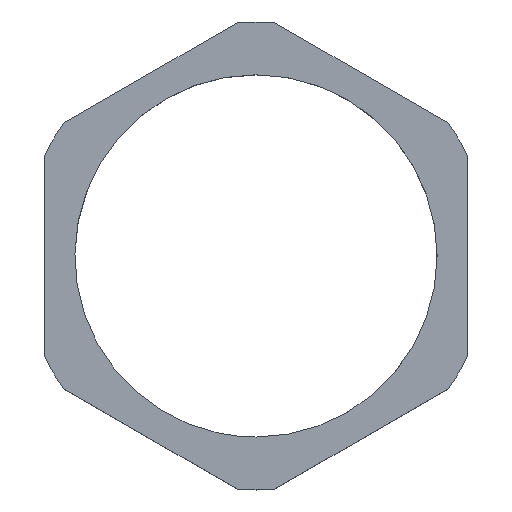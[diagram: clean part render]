
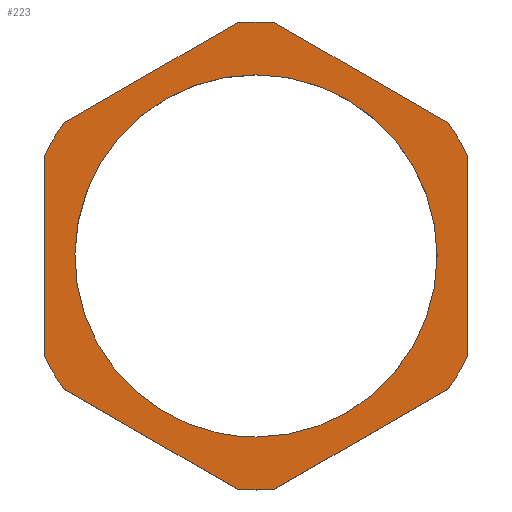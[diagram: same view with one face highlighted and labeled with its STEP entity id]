
A CAD part, top view. The second image highlights one B-rep face of the part: STEP entity #223.
In plain terms, the highlighted planar face has unit normal (0, 0, 1).
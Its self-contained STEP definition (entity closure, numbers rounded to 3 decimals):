
#98=AXIS2_PLACEMENT_3D('Plane Axis2P3D',#95,#96,#97) ;
#102=AXIS2_PLACEMENT_3D('Circle Axis2P3D',#100,#101,$) ;
#111=AXIS2_PLACEMENT_3D('Circle Axis2P3D',#109,#110,$) ;
#125=AXIS2_PLACEMENT_3D('Circle Axis2P3D',#123,#124,$) ;
#139=AXIS2_PLACEMENT_3D('Circle Axis2P3D',#137,#138,$) ;
#153=AXIS2_PLACEMENT_3D('Circle Axis2P3D',#151,#152,$) ;
#160=AXIS2_PLACEMENT_3D('Circle Axis2P3D',#158,#159,$) ;
#174=AXIS2_PLACEMENT_3D('Circle Axis2P3D',#172,#173,$) ;
#188=AXIS2_PLACEMENT_3D('Circle Axis2P3D',#186,#187,$) ;
#216=AXIS2_PLACEMENT_3D('Circle Axis2P3D',#214,#215,$) ;
#37=CARTESIAN_POINT('Control Point',(7.,13.75,2.675)) ;
#38=CARTESIAN_POINT('Control Point',(6.058,13.75,2.675)) ;
#39=CARTESIAN_POINT('Control Point',(5.115,13.565,2.675)) ;
#40=CARTESIAN_POINT('Control Point',(4.221,13.195,2.675)) ;
#41=CARTESIAN_POINT('Control Point',(2.627,12.123,2.675)) ;
#42=CARTESIAN_POINT('Control Point',(1.555,10.529,2.675)) ;
#43=CARTESIAN_POINT('Control Point',(1.185,9.635,2.675)) ;
#44=CARTESIAN_POINT('Control Point',(0.815,7.75,2.675)) ;
#45=CARTESIAN_POINT('Control Point',(1.185,5.865,2.675)) ;
#46=CARTESIAN_POINT('Control Point',(1.555,4.971,2.675)) ;
#47=CARTESIAN_POINT('Control Point',(2.627,3.377,2.675)) ;
#48=CARTESIAN_POINT('Control Point',(4.221,2.305,2.675)) ;
#49=CARTESIAN_POINT('Control Point',(5.115,1.935,2.675)) ;
#50=CARTESIAN_POINT('Control Point',(6.058,1.75,2.675)) ;
#51=CARTESIAN_POINT('Control Point',(7.,1.75,2.675)) ;
#52=CARTESIAN_POINT('Vertex',(7.,13.75,2.675)) ;
#54=CARTESIAN_POINT('Vertex',(7.,1.75,2.675)) ;
#95=CARTESIAN_POINT('Axis2P3D Location',(7.,7.75,2.675)) ;
#100=CARTESIAN_POINT('Axis2P3D Location',(7.,7.75,2.675)) ;
#104=CARTESIAN_POINT('Vertex',(7.62,15.475,2.675)) ;
#106=CARTESIAN_POINT('Vertex',(7.,15.5,2.675)) ;
#109=CARTESIAN_POINT('Axis2P3D Location',(7.,7.75,2.675)) ;
#113=CARTESIAN_POINT('Vertex',(6.38,15.475,2.675)) ;
#116=CARTESIAN_POINT('Line Origine',(3.5,13.812,2.675)) ;
#120=CARTESIAN_POINT('Vertex',(0.62,12.149,2.675)) ;
#123=CARTESIAN_POINT('Axis2P3D Location',(7.,7.75,2.675)) ;
#127=CARTESIAN_POINT('Vertex',(0.,11.076,2.675)) ;
#130=CARTESIAN_POINT('Line Origine',(0.,7.75,2.675)) ;
#134=CARTESIAN_POINT('Vertex',(0.,4.424,2.675)) ;
#137=CARTESIAN_POINT('Axis2P3D Location',(7.,7.75,2.675)) ;
#141=CARTESIAN_POINT('Vertex',(0.62,3.351,2.675)) ;
#144=CARTESIAN_POINT('Line Origine',(3.5,1.688,2.675)) ;
#148=CARTESIAN_POINT('Vertex',(6.38,0.025,2.675)) ;
#151=CARTESIAN_POINT('Axis2P3D Location',(7.,7.75,2.675)) ;
#155=CARTESIAN_POINT('Vertex',(7.,0.,2.675)) ;
#158=CARTESIAN_POINT('Axis2P3D Location',(7.,7.75,2.675)) ;
#162=CARTESIAN_POINT('Vertex',(7.62,0.025,2.675)) ;
#165=CARTESIAN_POINT('Line Origine',(10.5,1.688,2.675)) ;
#169=CARTESIAN_POINT('Vertex',(13.38,3.351,2.675)) ;
#172=CARTESIAN_POINT('Axis2P3D Location',(7.,7.75,2.675)) ;
#176=CARTESIAN_POINT('Vertex',(14.,4.424,2.675)) ;
#179=CARTESIAN_POINT('Line Origine',(14.,7.75,2.675)) ;
#183=CARTESIAN_POINT('Vertex',(14.,11.076,2.675)) ;
#186=CARTESIAN_POINT('Axis2P3D Location',(7.,7.75,2.675)) ;
#190=CARTESIAN_POINT('Vertex',(13.38,12.149,2.675)) ;
#193=CARTESIAN_POINT('Line Origine',(10.5,13.812,2.675)) ;
#214=CARTESIAN_POINT('Axis2P3D Location',(7.,7.75,2.675)) ;
#96=DIRECTION('Axis2P3D Direction',(0.,-0.,1.)) ;
#97=DIRECTION('Axis2P3D XDirection',(0.,1.,0.)) ;
#101=DIRECTION('Axis2P3D Direction',(0.,-0.,1.)) ;
#110=DIRECTION('Axis2P3D Direction',(0.,-0.,1.)) ;
#117=DIRECTION('Vector Direction',(-0.866,-0.5,0.)) ;
#124=DIRECTION('Axis2P3D Direction',(0.,-0.,1.)) ;
#131=DIRECTION('Vector Direction',(0.,-1.,0.)) ;
#138=DIRECTION('Axis2P3D Direction',(0.,-0.,1.)) ;
#145=DIRECTION('Vector Direction',(0.866,-0.5,0.)) ;
#152=DIRECTION('Axis2P3D Direction',(0.,-0.,1.)) ;
#159=DIRECTION('Axis2P3D Direction',(0.,-0.,1.)) ;
#166=DIRECTION('Vector Direction',(-0.866,-0.5,0.)) ;
#173=DIRECTION('Axis2P3D Direction',(0.,-0.,1.)) ;
#180=DIRECTION('Vector Direction',(0.,1.,0.)) ;
#187=DIRECTION('Axis2P3D Direction',(0.,-0.,1.)) ;
#194=DIRECTION('Vector Direction',(0.866,-0.5,0.)) ;
#215=DIRECTION('Axis2P3D Direction',(0.,-0.,1.)) ;
#118=VECTOR('Line Direction',#117,1.) ;
#132=VECTOR('Line Direction',#131,1.) ;
#146=VECTOR('Line Direction',#145,1.) ;
#167=VECTOR('Line Direction',#166,1.) ;
#181=VECTOR('Line Direction',#180,1.) ;
#195=VECTOR('Line Direction',#194,1.) ;
#199=ORIENTED_EDGE('',*,*,#108,.T.) ;
#200=ORIENTED_EDGE('',*,*,#115,.T.) ;
#201=ORIENTED_EDGE('',*,*,#122,.T.) ;
#202=ORIENTED_EDGE('',*,*,#129,.T.) ;
#203=ORIENTED_EDGE('',*,*,#136,.T.) ;
#204=ORIENTED_EDGE('',*,*,#143,.T.) ;
#205=ORIENTED_EDGE('',*,*,#150,.T.) ;
#206=ORIENTED_EDGE('',*,*,#157,.T.) ;
#207=ORIENTED_EDGE('',*,*,#164,.T.) ;
#208=ORIENTED_EDGE('',*,*,#171,.T.) ;
#209=ORIENTED_EDGE('',*,*,#178,.T.) ;
#210=ORIENTED_EDGE('',*,*,#185,.T.) ;
#211=ORIENTED_EDGE('',*,*,#192,.T.) ;
#212=ORIENTED_EDGE('',*,*,#197,.T.) ;
#220=ORIENTED_EDGE('',*,*,#218,.F.) ;
#221=ORIENTED_EDGE('',*,*,#56,.F.) ;
#222=FACE_BOUND('',#219,.T.) ;
#223=ADVANCED_FACE('Schnitt-Rotation1',(#213,#222),#99,.T.) ;
#36=B_SPLINE_CURVE_WITH_KNOTS('',5,(#37,#38,#39,#40,#41,#42,#43,#44,#45,#46,#47,#48,#49,#50,#51),.UNSPECIFIED.,.F.,.U.,(6,3,3,3,6),(-9.425,-4.712,0.,4.712,9.425),.UNSPECIFIED.) ;
#103=CIRCLE('generated circle',#102,7.75) ;
#112=CIRCLE('generated circle',#111,7.75) ;
#126=CIRCLE('generated circle',#125,7.75) ;
#140=CIRCLE('generated circle',#139,7.75) ;
#154=CIRCLE('generated circle',#153,7.75) ;
#161=CIRCLE('generated circle',#160,7.75) ;
#175=CIRCLE('generated circle',#174,7.75) ;
#189=CIRCLE('generated circle',#188,7.75) ;
#217=CIRCLE('generated circle',#216,6.) ;
#56=EDGE_CURVE('',#53,#55,#36,.T.) ;
#108=EDGE_CURVE('',#105,#107,#103,.T.) ;
#115=EDGE_CURVE('',#107,#114,#112,.T.) ;
#122=EDGE_CURVE('',#114,#121,#119,.T.) ;
#129=EDGE_CURVE('',#121,#128,#126,.T.) ;
#136=EDGE_CURVE('',#128,#135,#133,.T.) ;
#143=EDGE_CURVE('',#135,#142,#140,.T.) ;
#150=EDGE_CURVE('',#142,#149,#147,.T.) ;
#157=EDGE_CURVE('',#149,#156,#154,.T.) ;
#164=EDGE_CURVE('',#156,#163,#161,.T.) ;
#171=EDGE_CURVE('',#163,#170,#168,.F.) ;
#178=EDGE_CURVE('',#170,#177,#175,.T.) ;
#185=EDGE_CURVE('',#177,#184,#182,.T.) ;
#192=EDGE_CURVE('',#184,#191,#189,.T.) ;
#197=EDGE_CURVE('',#191,#105,#196,.F.) ;
#218=EDGE_CURVE('',#55,#53,#217,.T.) ;
#198=EDGE_LOOP('',(#199,#200,#201,#202,#203,#204,#205,#206,#207,#208,#209,#210,#211,#212)) ;
#219=EDGE_LOOP('',(#220,#221)) ;
#213=FACE_OUTER_BOUND('',#198,.T.) ;
#119=LINE('Line',#116,#118) ;
#133=LINE('Line',#130,#132) ;
#147=LINE('Line',#144,#146) ;
#168=LINE('Line',#165,#167) ;
#182=LINE('Line',#179,#181) ;
#196=LINE('Line',#193,#195) ;
#99=PLANE('',#98) ;
#53=VERTEX_POINT('',#52) ;
#55=VERTEX_POINT('',#54) ;
#105=VERTEX_POINT('',#104) ;
#107=VERTEX_POINT('',#106) ;
#114=VERTEX_POINT('',#113) ;
#121=VERTEX_POINT('',#120) ;
#128=VERTEX_POINT('',#127) ;
#135=VERTEX_POINT('',#134) ;
#142=VERTEX_POINT('',#141) ;
#149=VERTEX_POINT('',#148) ;
#156=VERTEX_POINT('',#155) ;
#163=VERTEX_POINT('',#162) ;
#170=VERTEX_POINT('',#169) ;
#177=VERTEX_POINT('',#176) ;
#184=VERTEX_POINT('',#183) ;
#191=VERTEX_POINT('',#190) ;
